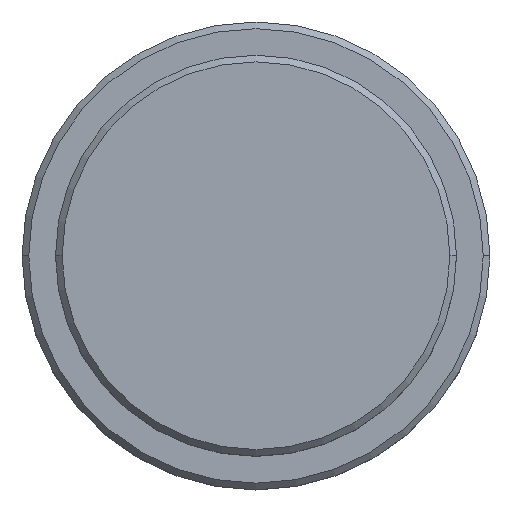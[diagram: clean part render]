
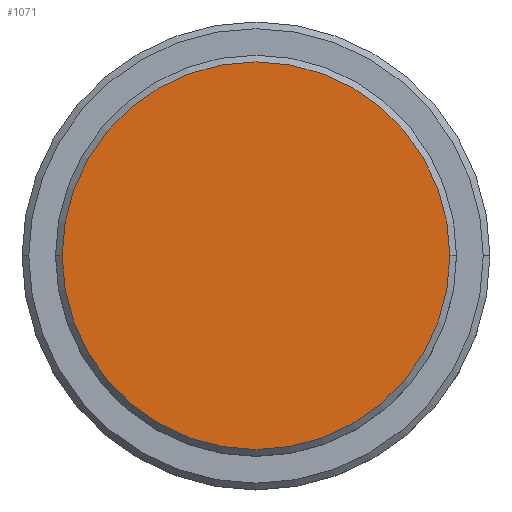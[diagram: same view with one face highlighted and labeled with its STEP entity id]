
A CAD part, top view. The second image highlights one B-rep face of the part: STEP entity #1071.
In plain terms, the highlighted planar face has unit normal (0, 0, 1).
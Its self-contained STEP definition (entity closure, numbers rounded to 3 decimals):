
#52 = FACE_OUTER_BOUND ( 'NONE', #1366, .T. ) ;
#63 = DIRECTION ( 'NONE',  ( 1., 0., 0. ) ) ;
#90 = CARTESIAN_POINT ( 'NONE',  ( -14.5, 0., 0. ) ) ;
#159 = DIRECTION ( 'NONE',  ( 0., 0., 1. ) ) ;
#166 = ORIENTED_EDGE ( 'NONE', *, *, #1087, .T. ) ;
#177 = DIRECTION ( 'NONE',  ( 1., 0., 0. ) ) ;
#255 = CARTESIAN_POINT ( 'NONE',  ( 0., 0., 0. ) ) ;
#285 = CIRCLE ( 'NONE', #660, 14.5 ) ;
#287 = CIRCLE ( 'NONE', #471, 14.5 ) ;
#400 = PLANE ( 'NONE',  #914 ) ;
#471 = AXIS2_PLACEMENT_3D ( 'NONE', #255, #159, #177 ) ;
#517 = CARTESIAN_POINT ( 'NONE',  ( 0., 0., 0. ) ) ;
#564 = CARTESIAN_POINT ( 'NONE',  ( 14.5, 0., 0. ) ) ;
#660 = AXIS2_PLACEMENT_3D ( 'NONE', #517, #1152, #63 ) ;
#695 = EDGE_CURVE ( 'NONE', #1319, #1270, #285, .T. ) ;
#737 = CARTESIAN_POINT ( 'NONE',  ( 0., 0., 0. ) ) ;
#746 = DIRECTION ( 'NONE',  ( 0., 0., 1. ) ) ;
#836 = DIRECTION ( 'NONE',  ( 1., 0., 0. ) ) ;
#914 = AXIS2_PLACEMENT_3D ( 'NONE', #737, #746, #836 ) ;
#1071 = ADVANCED_FACE ( 'NONE', ( #52 ), #400, .T. ) ;
#1087 = EDGE_CURVE ( 'NONE', #1270, #1319, #287, .T. ) ;
#1152 = DIRECTION ( 'NONE',  ( 0., 0., 1. ) ) ;
#1174 = ORIENTED_EDGE ( 'NONE', *, *, #695, .T. ) ;
#1270 = VERTEX_POINT ( 'NONE', #90 ) ;
#1319 = VERTEX_POINT ( 'NONE', #564 ) ;
#1366 = EDGE_LOOP ( 'NONE', ( #166, #1174 ) ) ;
